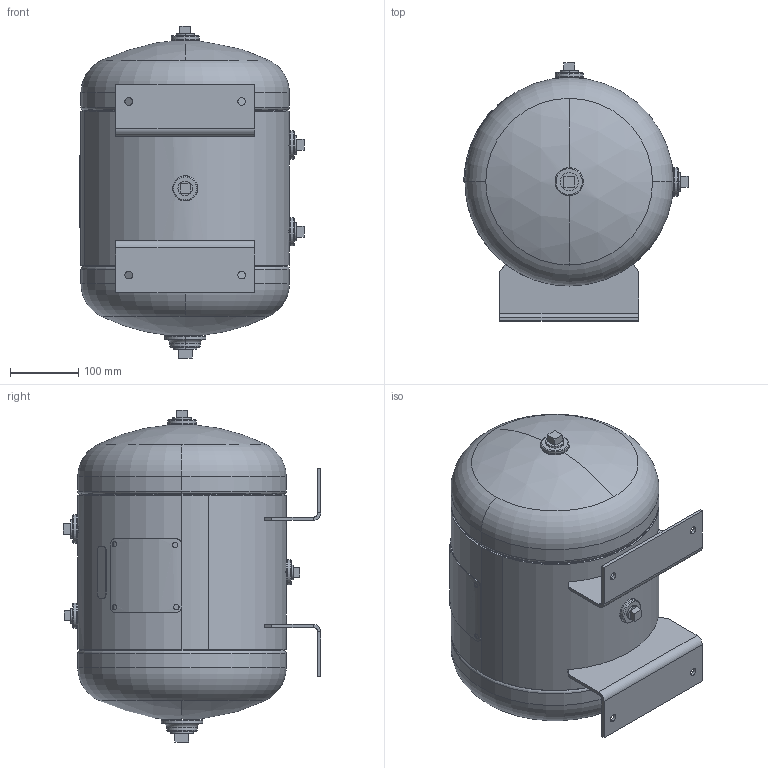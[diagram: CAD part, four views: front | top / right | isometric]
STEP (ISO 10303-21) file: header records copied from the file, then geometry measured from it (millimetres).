
FILE_DESCRIPTION (( 'STEP AP203' ), '1' );
FILE_NAME ('304934.step', '2013-06-12T13:47:48', ( '' ), ( '' ), 'SwSTEP 2.0', 'SolidWorks 2012', '' );
FILE_SCHEMA (( 'CONFIG_CONTROL_DESIGN' ));
Length unit declared in the file: inch
Products named in the file (1): 304934
Bounding box: 327.75 x 377.02 x 485.41 mm (x, y, z)
Surface area: 668859.3 mm2 (no closed solid volume)
Topology: 0 solids, 25 shells, 261 faces, 666 edges, 428 vertices
Faces by surface type: plane 115, cylinder 70, torus 60, bspline 12, sphere 4
Entity records: 9595 total; most frequent: CARTESIAN_POINT 3140, DIRECTION 1414, ORIENTED_EDGE 1192, EDGE_CURVE 666, AXIS2_PLACEMENT_3D 548, VERTEX_POINT 428, VECTOR 318, LINE 318
